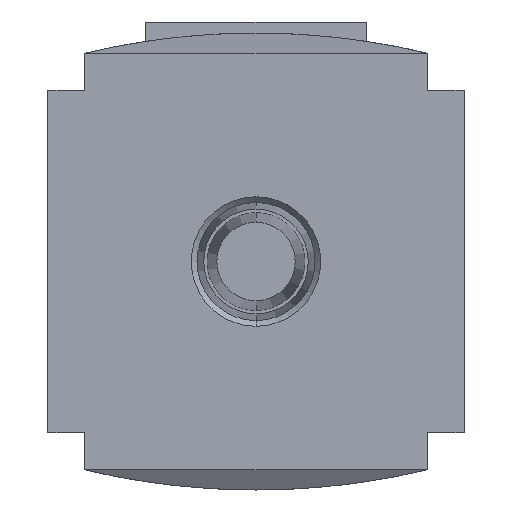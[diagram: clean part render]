
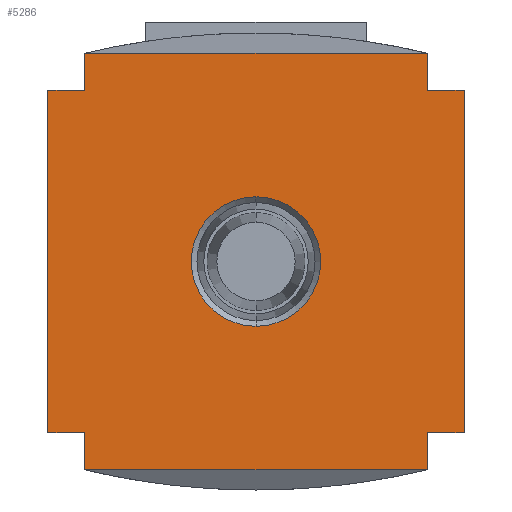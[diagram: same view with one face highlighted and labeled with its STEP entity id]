
A CAD part, front view. The second image highlights one B-rep face of the part: STEP entity #5286.
In plain terms, the highlighted planar face has unit normal (0, -1, 0).
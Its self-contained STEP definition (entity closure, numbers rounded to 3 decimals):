
#97=DIRECTION('',(0.,0.,1.));
#98=VECTOR('',#97,7.5);
#99=CARTESIAN_POINT('',(35.,-51.,-42.5));
#100=LINE('',#99,#98);
#104=DIRECTION('',(0.,0.,-1.));
#105=VECTOR('',#104,7.5);
#106=CARTESIAN_POINT('',(-35.,-51.,-35.));
#107=LINE('',#106,#105);
#111=DIRECTION('',(1.,0.,0.));
#112=VECTOR('',#111,7.5);
#113=CARTESIAN_POINT('',(-42.5,-51.,-35.));
#114=LINE('',#113,#112);
#118=DIRECTION('',(0.,0.,-1.));
#119=VECTOR('',#118,7.5);
#120=CARTESIAN_POINT('',(-35.,-51.,42.5));
#121=LINE('',#120,#119);
#125=DIRECTION('',(0.,0.,1.));
#126=VECTOR('',#125,7.5);
#127=CARTESIAN_POINT('',(35.,-51.,35.));
#128=LINE('',#127,#126);
#132=DIRECTION('',(0.,0.,1.));
#133=VECTOR('',#132,70.);
#134=CARTESIAN_POINT('',(42.5,-51.,-35.));
#135=LINE('',#134,#133);
#139=DIRECTION('',(1.,0.,0.));
#140=VECTOR('',#139,7.5);
#141=CARTESIAN_POINT('',(35.,-51.,-35.));
#142=LINE('',#141,#140);
#146=CARTESIAN_POINT('',(0.,-51.,0.));
#147=DIRECTION('',(0.,1.,0.));
#148=DIRECTION('',(0.,0.,-1.));
#149=AXIS2_PLACEMENT_3D('',#146,#147,#148);
#154=CARTESIAN_POINT('',(0.,-51.,0.));
#155=DIRECTION('',(0.,1.,0.));
#156=DIRECTION('',(0.,0.,1.));
#157=AXIS2_PLACEMENT_3D('',#154,#155,#156);
#330=DIRECTION('',(1.,0.,0.));
#331=VECTOR('',#330,7.5);
#332=CARTESIAN_POINT('',(35.,-51.,35.));
#333=LINE('',#332,#331);
#424=DIRECTION('',(1.,0.,0.));
#425=VECTOR('',#424,70.);
#426=CARTESIAN_POINT('',(-35.,-51.,42.5));
#427=LINE('',#426,#425);
#484=DIRECTION('',(1.,0.,0.));
#485=VECTOR('',#484,7.5);
#486=CARTESIAN_POINT('',(-42.5,-51.,35.));
#487=LINE('',#486,#485);
#520=DIRECTION('',(0.,0.,1.));
#521=VECTOR('',#520,70.);
#522=CARTESIAN_POINT('',(-42.5,-51.,-35.));
#523=LINE('',#522,#521);
#654=DIRECTION('',(-1.,0.,0.));
#655=VECTOR('',#654,70.);
#656=CARTESIAN_POINT('',(35.,-51.,-42.5));
#657=LINE('',#656,#655);
#4915=CARTESIAN_POINT('',(42.5,-51.,-35.));
#4916=VERTEX_POINT('',#4915);
#4917=CARTESIAN_POINT('',(42.5,-51.,35.));
#4918=VERTEX_POINT('',#4917);
#4919=CARTESIAN_POINT('',(-42.5,-51.,-35.));
#4920=VERTEX_POINT('',#4919);
#4921=CARTESIAN_POINT('',(-42.5,-51.,35.));
#4922=VERTEX_POINT('',#4921);
#4971=CARTESIAN_POINT('',(-35.,-51.,-35.));
#4972=VERTEX_POINT('',#4971);
#4973=CARTESIAN_POINT('',(-35.,-51.,35.));
#4974=VERTEX_POINT('',#4973);
#5015=CARTESIAN_POINT('',(35.,-51.,-42.5));
#5016=CARTESIAN_POINT('',(-35.,-51.,-42.5));
#5017=VERTEX_POINT('',#5015);
#5018=VERTEX_POINT('',#5016);
#5020=CARTESIAN_POINT('',(-35.,-51.,42.5));
#5021=CARTESIAN_POINT('',(35.,-51.,42.5));
#5022=VERTEX_POINT('',#5020);
#5023=VERTEX_POINT('',#5021);
#5033=CARTESIAN_POINT('',(35.,-51.,-35.));
#5034=VERTEX_POINT('',#5033);
#5035=CARTESIAN_POINT('',(35.,-51.,35.));
#5036=VERTEX_POINT('',#5035);
#5074=CARTESIAN_POINT('',(0.,-51.,-13.221));
#5076=VERTEX_POINT('',#5074);
#5078=CARTESIAN_POINT('',(0.,-51.,13.221));
#5080=VERTEX_POINT('',#5078);
#5250=CARTESIAN_POINT('',(0.,-51.,103.36));
#5251=DIRECTION('',(0.,1.,0.));
#5252=DIRECTION('',(0.,0.,1.));
#5253=AXIS2_PLACEMENT_3D('',#5250,#5251,#5252);
#5254=PLANE('',#5253);
#5256=ORIENTED_EDGE('',*,*,#5255,.F.);
#5258=ORIENTED_EDGE('',*,*,#5257,.T.);
#5260=ORIENTED_EDGE('',*,*,#5259,.F.);
#5262=ORIENTED_EDGE('',*,*,#5261,.F.);
#5264=ORIENTED_EDGE('',*,*,#5263,.T.);
#5266=ORIENTED_EDGE('',*,*,#5265,.T.);
#5268=ORIENTED_EDGE('',*,*,#5267,.F.);
#5270=ORIENTED_EDGE('',*,*,#5269,.T.);
#5272=ORIENTED_EDGE('',*,*,#5271,.F.);
#5274=ORIENTED_EDGE('',*,*,#5273,.T.);
#5276=ORIENTED_EDGE('',*,*,#5275,.F.);
#5278=ORIENTED_EDGE('',*,*,#5277,.F.);
#5279=EDGE_LOOP('',(#5256,#5258,#5260,#5262,#5264,#5266,#5268,#5270,#5272,#5274,
#5276,#5278));
#5280=FACE_OUTER_BOUND('',#5279,.F.);
#5282=ORIENTED_EDGE('',*,*,#5281,.F.);
#5283=ORIENTED_EDGE('',*,*,#5240,.F.);
#5284=EDGE_LOOP('',(#5282,#5283));
#5285=FACE_BOUND('',#5284,.F.);
#5286=ADVANCED_FACE('',(#5280,#5285),#5254,.F.);
#150=CIRCLE('',#149,13.221);
#158=CIRCLE('',#157,13.221);
#5240=EDGE_CURVE('',#5080,#5076,#158,.T.);
#5255=EDGE_CURVE('',#5017,#5034,#100,.T.);
#5257=EDGE_CURVE('',#5017,#5018,#657,.T.);
#5259=EDGE_CURVE('',#4972,#5018,#107,.T.);
#5261=EDGE_CURVE('',#4920,#4972,#114,.T.);
#5263=EDGE_CURVE('',#4920,#4922,#523,.T.);
#5265=EDGE_CURVE('',#4922,#4974,#487,.T.);
#5267=EDGE_CURVE('',#5022,#4974,#121,.T.);
#5269=EDGE_CURVE('',#5022,#5023,#427,.T.);
#5271=EDGE_CURVE('',#5036,#5023,#128,.T.);
#5273=EDGE_CURVE('',#5036,#4918,#333,.T.);
#5275=EDGE_CURVE('',#4916,#4918,#135,.T.);
#5277=EDGE_CURVE('',#5034,#4916,#142,.T.);
#5281=EDGE_CURVE('',#5076,#5080,#150,.T.);
